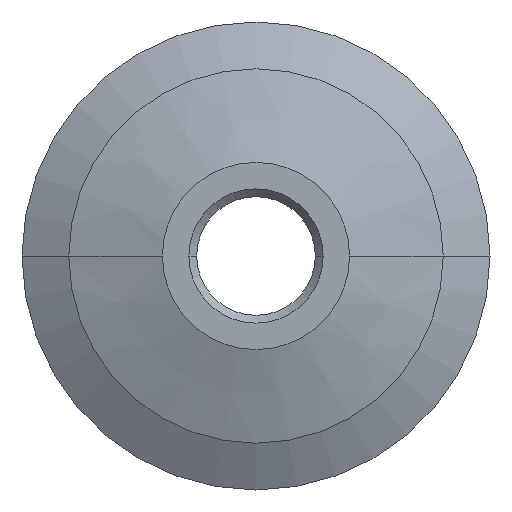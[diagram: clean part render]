
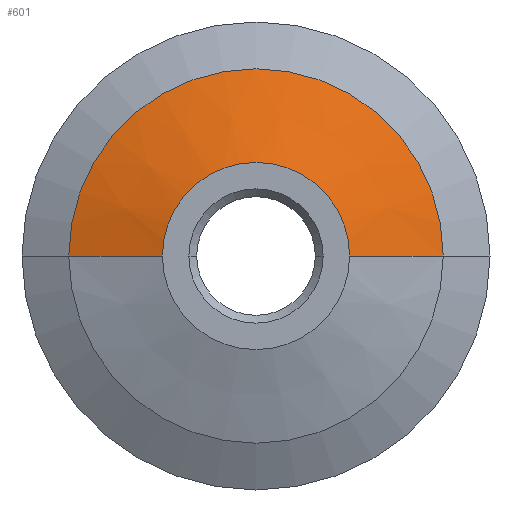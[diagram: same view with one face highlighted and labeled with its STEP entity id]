
A CAD part, left-side view. The second image highlights one B-rep face of the part: STEP entity #601.
In plain terms, the highlighted conical face has half-angle 72.035 degrees and reference radius 2.25 mm.
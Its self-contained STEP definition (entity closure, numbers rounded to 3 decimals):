
#203=CARTESIAN_POINT('',(16.266,0.,0.));
#204=DIRECTION('',(1.,0.,0.));
#205=DIRECTION('',(0.,1.,0.));
#206=AXIS2_PLACEMENT_3D('',#203,#204,#205);
#208=DIRECTION('',(-0.308,-0.951,0.));
#209=VECTOR('',#208,1.577);
#210=CARTESIAN_POINT('',(16.266,3.,0.));
#211=LINE('',#210,#209);
#212=DIRECTION('',(-0.308,0.951,0.));
#213=VECTOR('',#212,1.577);
#214=CARTESIAN_POINT('',(16.266,-3.,0.));
#215=LINE('',#214,#213);
#270=CARTESIAN_POINT('',(15.78,0.,0.));
#271=DIRECTION('',(1.,0.,0.));
#272=DIRECTION('',(0.,1.,0.));
#273=AXIS2_PLACEMENT_3D('',#270,#271,#272);
#405=CARTESIAN_POINT('',(16.266,3.,0.));
#406=VERTEX_POINT('',#405);
#407=CARTESIAN_POINT('',(15.78,1.5,0.));
#408=VERTEX_POINT('',#407);
#417=CARTESIAN_POINT('',(16.266,-3.,0.));
#418=VERTEX_POINT('',#417);
#419=CARTESIAN_POINT('',(15.78,-1.5,0.));
#420=VERTEX_POINT('',#419);
#587=CARTESIAN_POINT('',(16.023,0.,0.));
#588=DIRECTION('',(1.,0.,0.));
#589=DIRECTION('',(0.,-1.,0.));
#590=AXIS2_PLACEMENT_3D('',#587,#588,#589);
#591=CONICAL_SURFACE('',#590,2.25,72.035);
#593=ORIENTED_EDGE('',*,*,#592,.F.);
#594=ORIENTED_EDGE('',*,*,#582,.T.);
#596=ORIENTED_EDGE('',*,*,#595,.T.);
#598=ORIENTED_EDGE('',*,*,#597,.F.);
#599=EDGE_LOOP('',(#593,#594,#596,#598));
#600=FACE_OUTER_BOUND('',#599,.F.);
#207=CIRCLE('',#206,3.);
#274=CIRCLE('',#273,1.5);
#582=EDGE_CURVE('',#406,#418,#207,.T.);
#592=EDGE_CURVE('',#406,#408,#211,.T.);
#595=EDGE_CURVE('',#418,#420,#215,.T.);
#597=EDGE_CURVE('',#408,#420,#274,.T.);
#601=ADVANCED_FACE('',(#600),#591,.T.);
